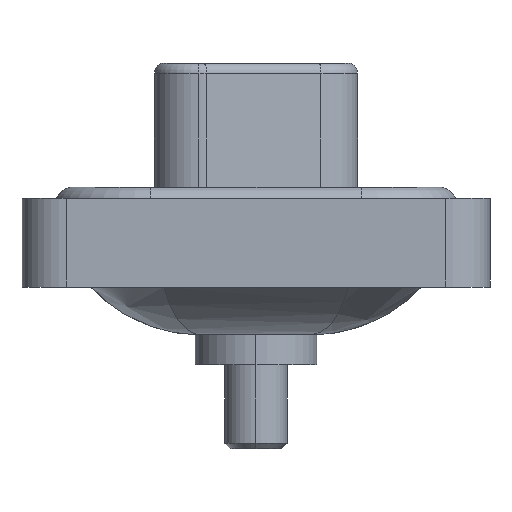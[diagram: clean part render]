
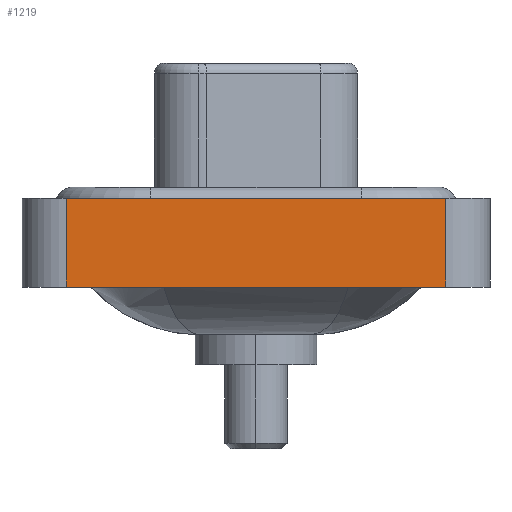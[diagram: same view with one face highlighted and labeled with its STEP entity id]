
A CAD part, left-side view. The second image highlights one B-rep face of the part: STEP entity #1219.
In plain terms, the highlighted planar face has unit normal (-1, 0, 0).
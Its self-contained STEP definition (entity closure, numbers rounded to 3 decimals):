
#719 = CARTESIAN_POINT ( 'NONE',  ( -7.3, -8.55, -3.6 ) ) ;
#773 = LINE ( 'NONE', #9826, #9478 ) ;
#868 = VERTEX_POINT ( 'NONE', #11632 ) ;
#1219 = ADVANCED_FACE ( 'NONE', ( #5691 ), #10944, .T. ) ;
#1859 = VERTEX_POINT ( 'NONE', #3706 ) ;
#1868 = CARTESIAN_POINT ( 'NONE',  ( -7.3, 8.55, -3.6 ) ) ;
#2037 = DIRECTION ( 'NONE',  ( 0., -1., 0. ) ) ;
#2529 = ORIENTED_EDGE ( 'NONE', *, *, #14943, .T. ) ;
#3054 = LINE ( 'NONE', #6929, #3802 ) ;
#3706 = CARTESIAN_POINT ( 'NONE',  ( -7.3, -8.55, 0.4 ) ) ;
#3802 = VECTOR ( 'NONE', #10427, 1000. ) ;
#4490 = CARTESIAN_POINT ( 'NONE',  ( -7.3, -8.55, -3.6 ) ) ;
#5116 = EDGE_CURVE ( 'NONE', #15262, #868, #16009, .T. ) ;
#5212 = EDGE_CURVE ( 'NONE', #868, #1859, #773, .T. ) ;
#5411 = ORIENTED_EDGE ( 'NONE', *, *, #5212, .F. ) ;
#5691 = FACE_OUTER_BOUND ( 'NONE', #12762, .T. ) ;
#6929 = CARTESIAN_POINT ( 'NONE',  ( -7.3, -8.55, -3.6 ) ) ;
#7280 = LINE ( 'NONE', #4490, #12236 ) ;
#7298 = VECTOR ( 'NONE', #13536, 1000. ) ;
#7712 = VERTEX_POINT ( 'NONE', #8060 ) ;
#8060 = CARTESIAN_POINT ( 'NONE',  ( -7.3, -8.55, -3.6 ) ) ;
#9478 = VECTOR ( 'NONE', #2037, 1000. ) ;
#9529 = AXIS2_PLACEMENT_3D ( 'NONE', #719, #14985, #14733 ) ;
#9826 = CARTESIAN_POINT ( 'NONE',  ( -7.3, -8.55, 0.4 ) ) ;
#10427 = DIRECTION ( 'NONE',  ( 0., -1., 0. ) ) ;
#10529 = ORIENTED_EDGE ( 'NONE', *, *, #13516, .T. ) ;
#10938 = DIRECTION ( 'NONE',  ( 0., 0., 1. ) ) ;
#10944 = PLANE ( 'NONE',  #9529 ) ;
#11632 = CARTESIAN_POINT ( 'NONE',  ( -7.3, 8.55, 0.4 ) ) ;
#12236 = VECTOR ( 'NONE', #10938, 1000. ) ;
#12762 = EDGE_LOOP ( 'NONE', ( #10529, #5411, #14524, #2529 ) ) ;
#13516 = EDGE_CURVE ( 'NONE', #7712, #1859, #7280, .T. ) ;
#13536 = DIRECTION ( 'NONE',  ( 0., 0., 1. ) ) ;
#14524 = ORIENTED_EDGE ( 'NONE', *, *, #5116, .F. ) ;
#14733 = DIRECTION ( 'NONE',  ( 0., 0., 1. ) ) ;
#14943 = EDGE_CURVE ( 'NONE', #15262, #7712, #3054, .T. ) ;
#14985 = DIRECTION ( 'NONE',  ( -1., 0., 0. ) ) ;
#15262 = VERTEX_POINT ( 'NONE', #16401 ) ;
#16009 = LINE ( 'NONE', #1868, #7298 ) ;
#16401 = CARTESIAN_POINT ( 'NONE',  ( -7.3, 8.55, -3.6 ) ) ;
